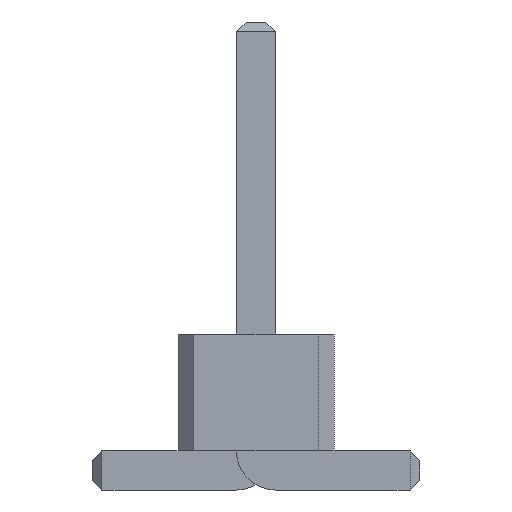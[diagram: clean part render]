
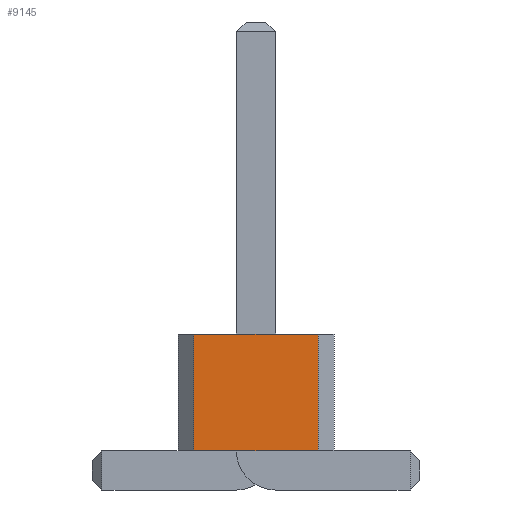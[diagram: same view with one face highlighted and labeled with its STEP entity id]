
A CAD part, front view. The second image highlights one B-rep face of the part: STEP entity #9145.
In plain terms, the highlighted planar face has unit normal (0, -1, 0).
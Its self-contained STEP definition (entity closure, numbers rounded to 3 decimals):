
#1670 = VERTEX_POINT('',#1671);
#1671 = CARTESIAN_POINT('',(0.8,-32.,0.5));
#1677 = EDGE_CURVE('',#1678,#1670,#1680,.T.);
#1678 = VERTEX_POINT('',#1679);
#1679 = CARTESIAN_POINT('',(-0.8,-32.,0.5));
#1680 = LINE('',#1681,#1682);
#1681 = CARTESIAN_POINT('',(-0.8,-32.,0.5));
#1682 = VECTOR('',#1683,1.);
#1683 = DIRECTION('',(1.,0.,0.));
#3966 = VERTEX_POINT('',#3967);
#3967 = CARTESIAN_POINT('',(0.8,-32.,2.));
#3973 = EDGE_CURVE('',#3974,#3966,#3976,.T.);
#3974 = VERTEX_POINT('',#3975);
#3975 = CARTESIAN_POINT('',(-0.8,-32.,2.));
#3976 = LINE('',#3977,#3978);
#3977 = CARTESIAN_POINT('',(-0.8,-32.,2.));
#3978 = VECTOR('',#3979,1.);
#3979 = DIRECTION('',(1.,0.,0.));
#9134 = EDGE_CURVE('',#1678,#3974,#9135,.T.);
#9135 = LINE('',#9136,#9137);
#9136 = CARTESIAN_POINT('',(-0.8,-32.,0.5));
#9137 = VECTOR('',#9138,1.);
#9138 = DIRECTION('',(0.,0.,1.));
#9145 = ADVANCED_FACE('',(#9146),#9157,.F.);
#9146 = FACE_BOUND('',#9147,.F.);
#9147 = EDGE_LOOP('',(#9148,#9149,#9150,#9156));
#9148 = ORIENTED_EDGE('',*,*,#9134,.T.);
#9149 = ORIENTED_EDGE('',*,*,#3973,.T.);
#9150 = ORIENTED_EDGE('',*,*,#9151,.F.);
#9151 = EDGE_CURVE('',#1670,#3966,#9152,.T.);
#9152 = LINE('',#9153,#9154);
#9153 = CARTESIAN_POINT('',(0.8,-32.,0.5));
#9154 = VECTOR('',#9155,1.);
#9155 = DIRECTION('',(0.,0.,1.));
#9156 = ORIENTED_EDGE('',*,*,#1677,.F.);
#9157 = PLANE('',#9158);
#9158 = AXIS2_PLACEMENT_3D('',#9159,#9160,#9161);
#9159 = CARTESIAN_POINT('',(-0.8,-32.,0.5));
#9160 = DIRECTION('',(0.,1.,0.));
#9161 = DIRECTION('',(1.,0.,0.));
